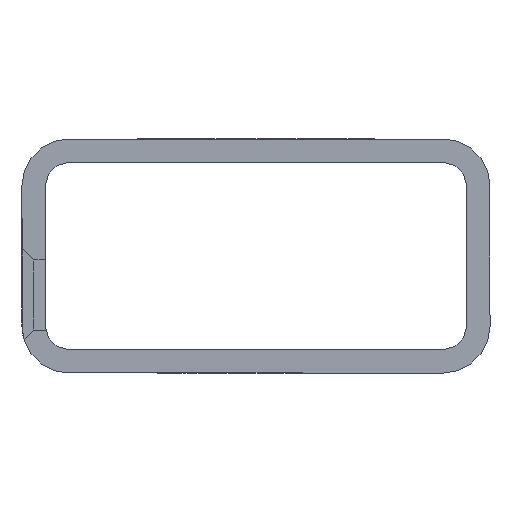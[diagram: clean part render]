
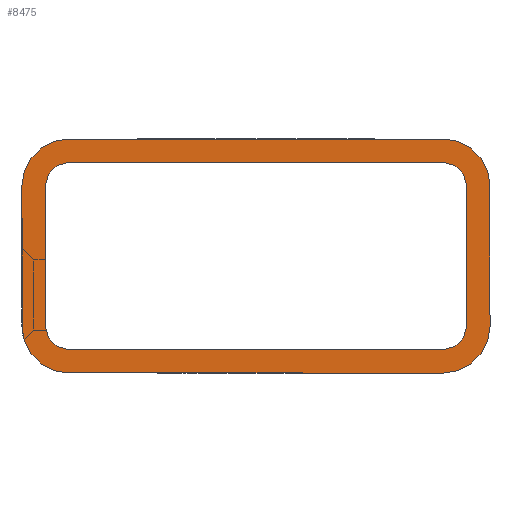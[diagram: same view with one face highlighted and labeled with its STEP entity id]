
A CAD part, front view. The second image highlights one B-rep face of the part: STEP entity #8475.
In plain terms, the highlighted planar face has unit normal (0, -1, 0).
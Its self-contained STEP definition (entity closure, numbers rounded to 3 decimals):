
#51 = CARTESIAN_POINT ( 'NONE',  ( -104.092, -3239.863, -16.25 ) ) ;
#289 = PLANE ( 'NONE',  #7755 ) ;
#336 = DIRECTION ( 'NONE',  ( 0., -1., 0. ) ) ;
#434 = EDGE_LOOP ( 'NONE', ( #7514, #9627, #10953, #5258, #3938, #2072, #10980, #8876 ) ) ;
#506 = EDGE_CURVE ( 'NONE', #8651, #1795, #7575, .T. ) ;
#511 = ORIENTED_EDGE ( 'NONE', *, *, #1512, .T. ) ;
#522 = EDGE_CURVE ( 'NONE', #3941, #11189, #7135, .T. ) ;
#610 = DIRECTION ( 'NONE',  ( 0., 0., -1. ) ) ;
#640 = DIRECTION ( 'NONE',  ( 0., -1., 0. ) ) ;
#653 = ORIENTED_EDGE ( 'NONE', *, *, #6468, .T. ) ;
#819 = AXIS2_PLACEMENT_3D ( 'NONE', #9480, #11256, #610 ) ;
#822 = VECTOR ( 'NONE', #5884, 1000. ) ;
#864 = VERTEX_POINT ( 'NONE', #1525 ) ;
#876 = CARTESIAN_POINT ( 'NONE',  ( -56.092, -3239.863, -46.25 ) ) ;
#970 = LINE ( 'NONE', #1087, #1292 ) ;
#1033 = EDGE_CURVE ( 'NONE', #7240, #1720, #5583, .T. ) ;
#1075 = ORIENTED_EDGE ( 'NONE', *, *, #4812, .T. ) ;
#1087 = CARTESIAN_POINT ( 'NONE',  ( -50.092, -3239.863, -40.25 ) ) ;
#1216 = DIRECTION ( 'NONE',  ( 0., 0., -1. ) ) ;
#1292 = VECTOR ( 'NONE', #10901, 1000. ) ;
#1402 = VECTOR ( 'NONE', #7342, 1000. ) ;
#1407 = CIRCLE ( 'NONE', #7985, 6. ) ;
#1512 = EDGE_CURVE ( 'NONE', #3239, #7240, #1407, .T. ) ;
#1525 = CARTESIAN_POINT ( 'NONE',  ( -50.092, -3239.863, -22.25 ) ) ;
#1532 = EDGE_CURVE ( 'NONE', #4403, #3239, #2809, .T. ) ;
#1689 = DIRECTION ( 'NONE',  ( 0., -1., 0. ) ) ;
#1704 = ORIENTED_EDGE ( 'NONE', *, *, #2532, .T. ) ;
#1720 = VERTEX_POINT ( 'NONE', #5744 ) ;
#1789 = VECTOR ( 'NONE', #9969, 1000. ) ;
#1795 = VERTEX_POINT ( 'NONE', #10556 ) ;
#1895 = EDGE_CURVE ( 'NONE', #6518, #8651, #3789, .T. ) ;
#1964 = CARTESIAN_POINT ( 'NONE',  ( -104.092, -3239.863, -16.25 ) ) ;
#2072 = ORIENTED_EDGE ( 'NONE', *, *, #522, .F. ) ;
#2532 = EDGE_CURVE ( 'NONE', #5253, #8747, #2569, .T. ) ;
#2569 = LINE ( 'NONE', #7530, #822 ) ;
#2677 = ORIENTED_EDGE ( 'NONE', *, *, #1532, .T. ) ;
#2809 = LINE ( 'NONE', #51, #1789 ) ;
#2927 = CIRCLE ( 'NONE', #9871, 3. ) ;
#2979 = CARTESIAN_POINT ( 'NONE',  ( -56.092, -3239.863, -22.25 ) ) ;
#2993 = DIRECTION ( 'NONE',  ( 0., 0., -1. ) ) ;
#3083 = CIRCLE ( 'NONE', #4022, 6. ) ;
#3107 = FACE_BOUND ( 'NONE', #434, .T. ) ;
#3212 = VERTEX_POINT ( 'NONE', #11552 ) ;
#3239 = VERTEX_POINT ( 'NONE', #1964 ) ;
#3557 = AXIS2_PLACEMENT_3D ( 'NONE', #2979, #10148, #6447 ) ;
#3692 = CIRCLE ( 'NONE', #11396, 6. ) ;
#3750 = CIRCLE ( 'NONE', #8064, 3. ) ;
#3789 = LINE ( 'NONE', #5557, #7810 ) ;
#3797 = DIRECTION ( 'NONE',  ( 0., -1., 0. ) ) ;
#3822 = ORIENTED_EDGE ( 'NONE', *, *, #11334, .T. ) ;
#3901 = CARTESIAN_POINT ( 'NONE',  ( -56.092, -3239.863, -19.25 ) ) ;
#3915 = DIRECTION ( 'NONE',  ( 0., 0., -1. ) ) ;
#3938 = ORIENTED_EDGE ( 'NONE', *, *, #8956, .F. ) ;
#3941 = VERTEX_POINT ( 'NONE', #7175 ) ;
#4022 = AXIS2_PLACEMENT_3D ( 'NONE', #8740, #1689, #11451 ) ;
#4092 = EDGE_CURVE ( 'NONE', #3212, #3941, #2927, .T. ) ;
#4103 = CARTESIAN_POINT ( 'NONE',  ( -56.092, -3239.863, -43.25 ) ) ;
#4218 = DIRECTION ( 'NONE',  ( 0., 0., -1. ) ) ;
#4280 = CARTESIAN_POINT ( 'NONE',  ( -56.092, -3239.863, -16.25 ) ) ;
#4382 = AXIS2_PLACEMENT_3D ( 'NONE', #7449, #336, #3915 ) ;
#4403 = VERTEX_POINT ( 'NONE', #4280 ) ;
#4731 = DIRECTION ( 'NONE',  ( 0., 0., -1. ) ) ;
#4812 = EDGE_CURVE ( 'NONE', #8747, #10115, #3692, .T. ) ;
#5100 = CARTESIAN_POINT ( 'NONE',  ( -104.092, -3239.863, -40.25 ) ) ;
#5115 = CARTESIAN_POINT ( 'NONE',  ( -104.092, -3239.863, -43.25 ) ) ;
#5253 = VERTEX_POINT ( 'NONE', #5530 ) ;
#5258 = ORIENTED_EDGE ( 'NONE', *, *, #1895, .F. ) ;
#5341 = EDGE_LOOP ( 'NONE', ( #511, #11596, #3822, #1704, #1075, #653, #10679, #2677 ) ) ;
#5502 = LINE ( 'NONE', #11090, #8595 ) ;
#5530 = CARTESIAN_POINT ( 'NONE',  ( -104.092, -3239.863, -46.25 ) ) ;
#5557 = CARTESIAN_POINT ( 'NONE',  ( -56.092, -3239.863, -19.25 ) ) ;
#5583 = LINE ( 'NONE', #9038, #1402 ) ;
#5744 = CARTESIAN_POINT ( 'NONE',  ( -110.092, -3239.863, -40.25 ) ) ;
#5884 = DIRECTION ( 'NONE',  ( 1., 0., 0. ) ) ;
#6065 = VECTOR ( 'NONE', #11595, 1000. ) ;
#6163 = EDGE_CURVE ( 'NONE', #1795, #11580, #5502, .T. ) ;
#6240 = CARTESIAN_POINT ( 'NONE',  ( -53.092, -3239.863, -22.25 ) ) ;
#6445 = CIRCLE ( 'NONE', #819, 3. ) ;
#6447 = DIRECTION ( 'NONE',  ( 0., 0., -1. ) ) ;
#6468 = EDGE_CURVE ( 'NONE', #10115, #864, #970, .T. ) ;
#6518 = VERTEX_POINT ( 'NONE', #3901 ) ;
#6698 = DIRECTION ( 'NONE',  ( 0., -1., 0. ) ) ;
#7048 = EDGE_CURVE ( 'NONE', #11580, #9925, #3750, .T. ) ;
#7135 = LINE ( 'NONE', #6240, #6065 ) ;
#7175 = CARTESIAN_POINT ( 'NONE',  ( -53.092, -3239.863, -40.25 ) ) ;
#7226 = EDGE_CURVE ( 'NONE', #864, #4403, #8618, .T. ) ;
#7240 = VERTEX_POINT ( 'NONE', #9258 ) ;
#7342 = DIRECTION ( 'NONE',  ( 0., 0., -1. ) ) ;
#7449 = CARTESIAN_POINT ( 'NONE',  ( -104.092, -3239.863, -22.25 ) ) ;
#7465 = DIRECTION ( 'NONE',  ( 0., 0., -1. ) ) ;
#7514 = ORIENTED_EDGE ( 'NONE', *, *, #7048, .F. ) ;
#7517 = CARTESIAN_POINT ( 'NONE',  ( -50.092, -3239.863, -40.25 ) ) ;
#7530 = CARTESIAN_POINT ( 'NONE',  ( -104.092, -3239.863, -46.25 ) ) ;
#7575 = CIRCLE ( 'NONE', #4382, 3. ) ;
#7755 = AXIS2_PLACEMENT_3D ( 'NONE', #9390, #6698, #2993 ) ;
#7810 = VECTOR ( 'NONE', #10735, 1000. ) ;
#7985 = AXIS2_PLACEMENT_3D ( 'NONE', #9202, #3797, #4731 ) ;
#8064 = AXIS2_PLACEMENT_3D ( 'NONE', #5100, #640, #4218 ) ;
#8400 = CARTESIAN_POINT ( 'NONE',  ( -56.092, -3239.863, -40.25 ) ) ;
#8475 = ADVANCED_FACE ( 'NONE', ( #3107, #9449 ), #289, .T. ) ;
#8595 = VECTOR ( 'NONE', #1216, 1000. ) ;
#8618 = CIRCLE ( 'NONE', #3557, 6. ) ;
#8651 = VERTEX_POINT ( 'NONE', #9568 ) ;
#8740 = CARTESIAN_POINT ( 'NONE',  ( -104.092, -3239.863, -40.25 ) ) ;
#8747 = VERTEX_POINT ( 'NONE', #876 ) ;
#8876 = ORIENTED_EDGE ( 'NONE', *, *, #9597, .F. ) ;
#8956 = EDGE_CURVE ( 'NONE', #11189, #6518, #6445, .T. ) ;
#9038 = CARTESIAN_POINT ( 'NONE',  ( -110.092, -3239.863, -22.25 ) ) ;
#9202 = CARTESIAN_POINT ( 'NONE',  ( -104.092, -3239.863, -22.25 ) ) ;
#9258 = CARTESIAN_POINT ( 'NONE',  ( -110.092, -3239.863, -22.25 ) ) ;
#9294 = DIRECTION ( 'NONE',  ( 0., 0., -1. ) ) ;
#9390 = CARTESIAN_POINT ( 'NONE',  ( -104.092, -3239.863, -22.25 ) ) ;
#9449 = FACE_OUTER_BOUND ( 'NONE', #5341, .T. ) ;
#9451 = CARTESIAN_POINT ( 'NONE',  ( -53.092, -3239.863, -22.25 ) ) ;
#9480 = CARTESIAN_POINT ( 'NONE',  ( -56.092, -3239.863, -22.25 ) ) ;
#9568 = CARTESIAN_POINT ( 'NONE',  ( -104.092, -3239.863, -19.25 ) ) ;
#9597 = EDGE_CURVE ( 'NONE', #9925, #3212, #9612, .T. ) ;
#9612 = LINE ( 'NONE', #4103, #11119 ) ;
#9627 = ORIENTED_EDGE ( 'NONE', *, *, #6163, .F. ) ;
#9871 = AXIS2_PLACEMENT_3D ( 'NONE', #8400, #9983, #7465 ) ;
#9925 = VERTEX_POINT ( 'NONE', #5115 ) ;
#9969 = DIRECTION ( 'NONE',  ( -1., 0., 0. ) ) ;
#9983 = DIRECTION ( 'NONE',  ( 0., -1., 0. ) ) ;
#10004 = DIRECTION ( 'NONE',  ( 0., -1., 0. ) ) ;
#10115 = VERTEX_POINT ( 'NONE', #7517 ) ;
#10148 = DIRECTION ( 'NONE',  ( 0., -1., 0. ) ) ;
#10244 = CARTESIAN_POINT ( 'NONE',  ( -56.092, -3239.863, -40.25 ) ) ;
#10556 = CARTESIAN_POINT ( 'NONE',  ( -107.092, -3239.863, -22.25 ) ) ;
#10679 = ORIENTED_EDGE ( 'NONE', *, *, #7226, .T. ) ;
#10735 = DIRECTION ( 'NONE',  ( -1., 0., 0. ) ) ;
#10901 = DIRECTION ( 'NONE',  ( 0., 0., 1. ) ) ;
#10953 = ORIENTED_EDGE ( 'NONE', *, *, #506, .F. ) ;
#10980 = ORIENTED_EDGE ( 'NONE', *, *, #4092, .F. ) ;
#11090 = CARTESIAN_POINT ( 'NONE',  ( -107.092, -3239.863, -40.25 ) ) ;
#11095 = CARTESIAN_POINT ( 'NONE',  ( -107.092, -3239.863, -40.25 ) ) ;
#11119 = VECTOR ( 'NONE', #11161, 1000. ) ;
#11161 = DIRECTION ( 'NONE',  ( 1., 0., 0. ) ) ;
#11189 = VERTEX_POINT ( 'NONE', #9451 ) ;
#11256 = DIRECTION ( 'NONE',  ( 0., -1., 0. ) ) ;
#11334 = EDGE_CURVE ( 'NONE', #1720, #5253, #3083, .T. ) ;
#11396 = AXIS2_PLACEMENT_3D ( 'NONE', #10244, #10004, #9294 ) ;
#11451 = DIRECTION ( 'NONE',  ( 0., 0., -1. ) ) ;
#11552 = CARTESIAN_POINT ( 'NONE',  ( -56.092, -3239.863, -43.25 ) ) ;
#11580 = VERTEX_POINT ( 'NONE', #11095 ) ;
#11595 = DIRECTION ( 'NONE',  ( 0., 0., 1. ) ) ;
#11596 = ORIENTED_EDGE ( 'NONE', *, *, #1033, .T. ) ;
